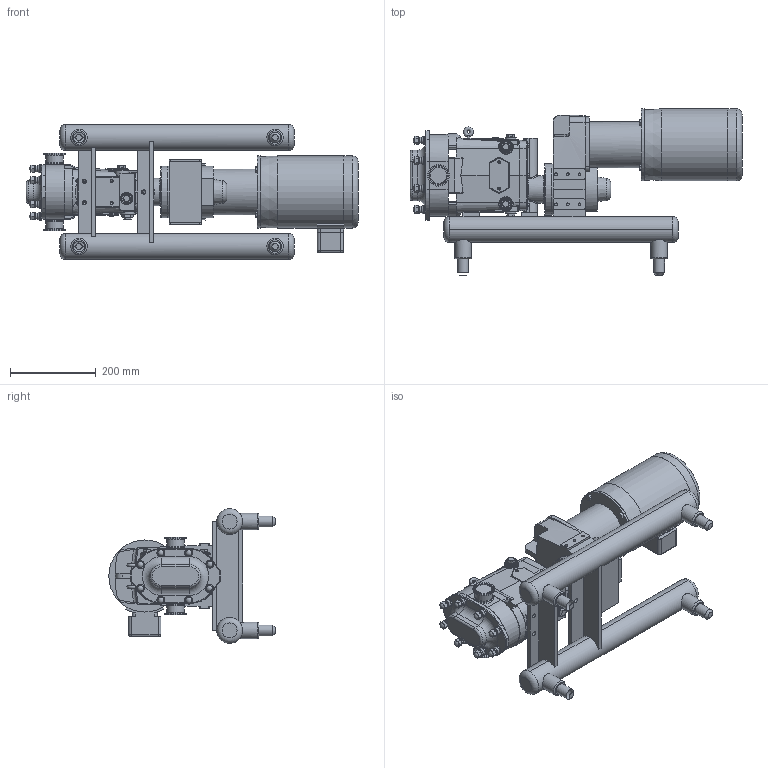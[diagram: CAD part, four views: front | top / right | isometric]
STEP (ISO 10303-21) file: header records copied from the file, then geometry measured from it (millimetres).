
FILE_DESCRIPTION(/* description */ (''),/* implementation_level */ '2;1');
FILE_NAME(/* name */ 'U1_018U1_56C_1.5x1.5_S-Line_0.5HP_LH_SM.stp',/* time_stamp */ '2021-05-24T16:17:22+06:00',/* author */ ('trtmhr'),/* organization */ (''),/* preprocessor_version */ 'ST-DEVELOPER v18.1',/* originating_system */ 'Autodesk Inventor 2020',/* authorisation */ '');
FILE_SCHEMA (('AUTOMOTIVE_DESIGN { 1 0 10303 214 3 1 1 }'));
Length unit declared in the file: inch
Products named in the file (1): U1_018U1_56C_1.5x1.5_S-Line_0.5HP_LH_SM
Bounding box: 774.14 x 387.91 x 314.32 mm (x, y, z)
Volume: 17858524.6 mm3; surface area: 939445.8 mm2
Topology: 5 solids, 5 shells, 1111 faces, 2933 edges, 1907 vertices
Faces by surface type: plane 522, cylinder 316, bspline 108, torus 94, cone 59, sphere 12
Full cylindrical faces by diameter (mm): 6.35 x12, 6.528 x4, 7.62 x2, 7.798 x1, 9.525 x3, 14.275 x8, 15.24 x1, 19.05 x8, 23.876 x3, 25.4 x11, 29.21 x2, 31.75 x3, 35.052 x2, 38.1 x6, 41.275 x4, 42.291 x2, 50.495 x2, 63.5 x1, 107.01 x1, 119.888 x1, 119.99 x1, 167.945 x1, 167.97 x1, 167.996 x1
Entity records: 37864 total; most frequent: CARTESIAN_POINT 10148, ORIENTED_EDGE 5844, DIRECTION 5776, EDGE_CURVE 2922, AXIS2_PLACEMENT_3D 2186, VERTEX_POINT 1907, LINE 1404, VECTOR 1404
